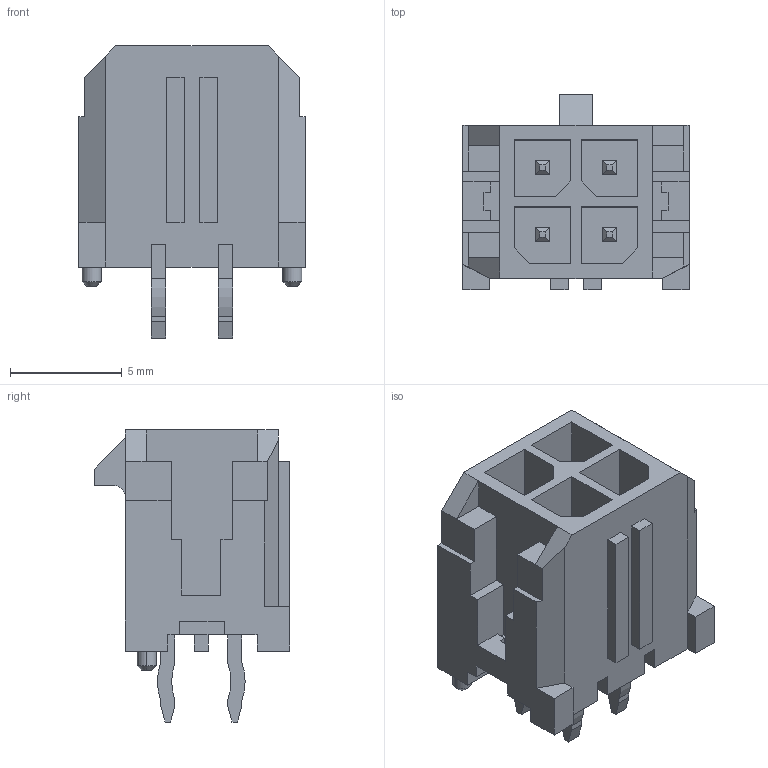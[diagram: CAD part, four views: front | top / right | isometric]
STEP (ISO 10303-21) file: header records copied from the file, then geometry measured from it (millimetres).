
FILE_DESCRIPTION (( 'STEP AP214' ), '1' );
FILE_NAME ('MicroFit-2x2-molex43045-0412.STEP', '2019-12-27T11:19:15', ( 'Elessar' ), ( '' ), 'SwSTEP 2.0', 'SolidWorks 2018', '' );
FILE_SCHEMA (( 'AUTOMOTIVE_DESIGN' ));
Length unit declared in the file: millimetre
Products named in the file (1): MicroFit-2x2-molex43045-0412
Bounding box: 10.15 x 8.77 x 13.09 mm (x, y, z)
Volume: 431.6 mm3; surface area: 901.4 mm2
Topology: 1 solids, 1 shells, 252 faces, 657 edges, 420 vertices
Faces by surface type: plane 235, cylinder 13, cone 4
Entity records: 10325 total; most frequent: CARTESIAN_POINT 1330, ORIENTED_EDGE 1314, DIRECTION 1193, EDGE_CURVE 657, LINE 627, VECTOR 627, VERTEX_POINT 420, AXIS2_PLACEMENT_3D 283
